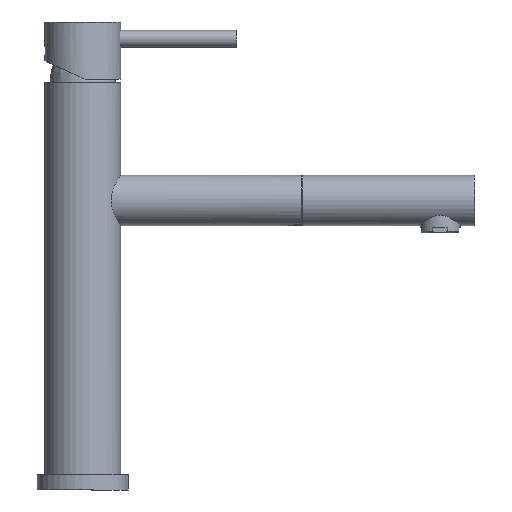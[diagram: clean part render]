
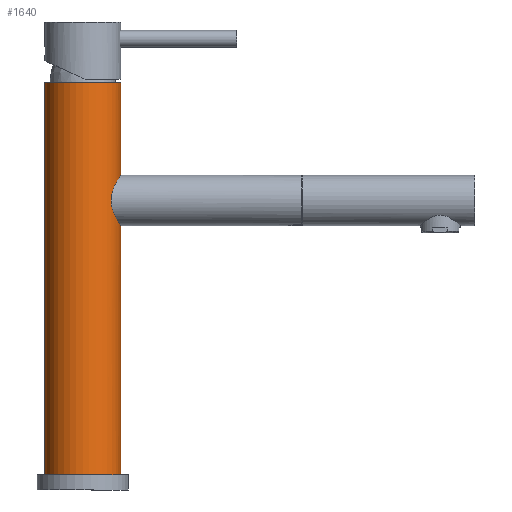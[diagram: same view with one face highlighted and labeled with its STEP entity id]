
A CAD part, front view. The second image highlights one B-rep face of the part: STEP entity #1640.
In plain terms, the highlighted cylindrical face has radius 22.5 mm (diameter 45 mm), a full revolution.
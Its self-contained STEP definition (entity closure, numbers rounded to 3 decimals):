
#131=FACE_BOUND('',#276,.T.);
#137=B_SPLINE_CURVE_WITH_KNOTS('',3,(#2800,#2801,#2802,#2803,#2804,#2805,
#2806,#2807,#2808,#2809,#2810,#2811,#2812,#2813,#2814,#2815,#2816,#2817,
#2818,#2819,#2820,#2821,#2822,#2823,#2824,#2825,#2826,#2827,#2828,#2829,
#2830,#2831,#2832,#2833,#2834,#2835,#2836,#2837,#2838,#2839),
 .UNSPECIFIED.,.T.,.F.,(4,2,2,2,2,2,2,2,2,2,2,2,2,2,2,2,2,2,2,4),(-9.647,
-9.397,-9.143,-8.518,-7.946,
-7.453,-6.958,-6.411,-5.782,
-5.26,-4.816,-4.337,-3.711,
-3.137,-2.641,-2.146,-1.601,
-0.972,-0.444,0.),.UNSPECIFIED.);
#170=FACE_OUTER_BOUND('',#275,.T.);
#275=EDGE_LOOP('',(#1125,#1126,#1127,#1128));
#276=EDGE_LOOP('',(#1129));
#386=LINE('',#2797,#490);
#490=VECTOR('',#2213,22.5);
#594=CIRCLE('',#1961,22.5);
#595=CIRCLE('',#1962,22.5);
#701=VERTEX_POINT('',#2794);
#702=VERTEX_POINT('',#2796);
#703=VERTEX_POINT('',#2799);
#870=EDGE_CURVE('',#701,#701,#594,.T.);
#871=EDGE_CURVE('',#701,#702,#386,.T.);
#872=EDGE_CURVE('',#702,#702,#595,.T.);
#873=EDGE_CURVE('',#703,#703,#137,.T.);
#1125=ORIENTED_EDGE('',*,*,#870,.F.);
#1126=ORIENTED_EDGE('',*,*,#871,.T.);
#1127=ORIENTED_EDGE('',*,*,#872,.F.);
#1128=ORIENTED_EDGE('',*,*,#871,.F.);
#1129=ORIENTED_EDGE('',*,*,#873,.T.);
#1606=CYLINDRICAL_SURFACE('',#1960,22.5);
#1640=ADVANCED_FACE('',(#170,#131),#1606,.T.);
#1960=AXIS2_PLACEMENT_3D('',#2793,#2209,#2210);
#1961=AXIS2_PLACEMENT_3D('',#2795,#2211,#2212);
#1962=AXIS2_PLACEMENT_3D('',#2798,#2214,#2215);
#2209=DIRECTION('center_axis',(0.,1.,0.));
#2210=DIRECTION('ref_axis',(1.,0.,0.));
#2211=DIRECTION('center_axis',(0.,1.,0.));
#2212=DIRECTION('ref_axis',(1.,0.,0.));
#2213=DIRECTION('',(0.,-1.,0.));
#2214=DIRECTION('center_axis',(0.,-1.,0.));
#2215=DIRECTION('ref_axis',(1.,0.,0.));
#2793=CARTESIAN_POINT('Origin',(0.,-11.65,0.));
#2794=CARTESIAN_POINT('',(-22.5,233.,0.));
#2795=CARTESIAN_POINT('Origin',(0.,233.,0.));
#2796=CARTESIAN_POINT('',(-22.5,0.,0.));
#2797=CARTESIAN_POINT('',(-22.5,-11.65,0.));
#2798=CARTESIAN_POINT('Origin',(0.,0.,0.));
#2799=CARTESIAN_POINT('',(16.771,163.,-15.));
#2800=CARTESIAN_POINT('Ctrl Pts',(16.771,163.,15.));
#2801=CARTESIAN_POINT('Ctrl Pts',(16.771,163.834,15.));
#2802=CARTESIAN_POINT('Ctrl Pts',(16.833,164.66,14.931));
#2803=CARTESIAN_POINT('Ctrl Pts',(17.072,166.297,14.657));
#2804=CARTESIAN_POINT('Ctrl Pts',(17.248,167.096,14.453));
#2805=CARTESIAN_POINT('Ctrl Pts',(17.99,169.762,13.539));
#2806=CARTESIAN_POINT('Ctrl Pts',(18.763,171.511,12.514));
#2807=CARTESIAN_POINT('Ctrl Pts',(20.229,174.373,9.951));
#2808=CARTESIAN_POINT('Ctrl Pts',(20.919,175.523,8.47));
#2809=CARTESIAN_POINT('Ctrl Pts',(21.911,177.114,5.335));
#2810=CARTESIAN_POINT('Ctrl Pts',(22.248,177.62,3.752));
#2811=CARTESIAN_POINT('Ctrl Pts',(22.558,178.088,0.423));
#2812=CARTESIAN_POINT('Ctrl Pts',(22.525,178.04,-1.258));
#2813=CARTESIAN_POINT('Ctrl Pts',(22.078,177.362,-4.705));
#2814=CARTESIAN_POINT('Ctrl Pts',(21.634,176.686,-6.388));
#2815=CARTESIAN_POINT('Ctrl Pts',(20.424,174.687,-9.62));
#2816=CARTESIAN_POINT('Ctrl Pts',(19.623,173.29,-11.093));
#2817=CARTESIAN_POINT('Ctrl Pts',(18.264,170.33,-13.19));
#2818=CARTESIAN_POINT('Ctrl Pts',(17.68,168.817,-13.93));
#2819=CARTESIAN_POINT('Ctrl Pts',(16.949,165.796,-14.808));
#2820=CARTESIAN_POINT('Ctrl Pts',(16.76,164.352,-15.012));
#2821=CARTESIAN_POINT('Ctrl Pts',(16.783,161.27,-14.986));
#2822=CARTESIAN_POINT('Ctrl Pts',(17.029,159.725,-14.719));
#2823=CARTESIAN_POINT('Ctrl Pts',(17.945,156.357,-13.598));
#2824=CARTESIAN_POINT('Ctrl Pts',(18.711,154.601,-12.589));
#2825=CARTESIAN_POINT('Ctrl Pts',(20.179,151.715,-10.052));
#2826=CARTESIAN_POINT('Ctrl Pts',(20.876,150.549,-8.576));
#2827=CARTESIAN_POINT('Ctrl Pts',(21.884,148.929,-5.447));
#2828=CARTESIAN_POINT('Ctrl Pts',(22.228,148.41,-3.867));
#2829=CARTESIAN_POINT('Ctrl Pts',(22.555,147.917,-0.546));
#2830=CARTESIAN_POINT('Ctrl Pts',(22.532,147.95,1.13));
#2831=CARTESIAN_POINT('Ctrl Pts',(22.106,148.596,4.572));
#2832=CARTESIAN_POINT('Ctrl Pts',(21.672,149.254,6.256));
#2833=CARTESIAN_POINT('Ctrl Pts',(20.48,151.215,9.499));
#2834=CARTESIAN_POINT('Ctrl Pts',(19.686,152.593,10.982));
#2835=CARTESIAN_POINT('Ctrl Pts',(18.319,155.534,13.115));
#2836=CARTESIAN_POINT('Ctrl Pts',(17.723,157.052,13.876));
#2837=CARTESIAN_POINT('Ctrl Pts',(16.971,160.075,14.783));
#2838=CARTESIAN_POINT('Ctrl Pts',(16.771,161.518,15.));
#2839=CARTESIAN_POINT('Ctrl Pts',(16.771,163.,15.));
